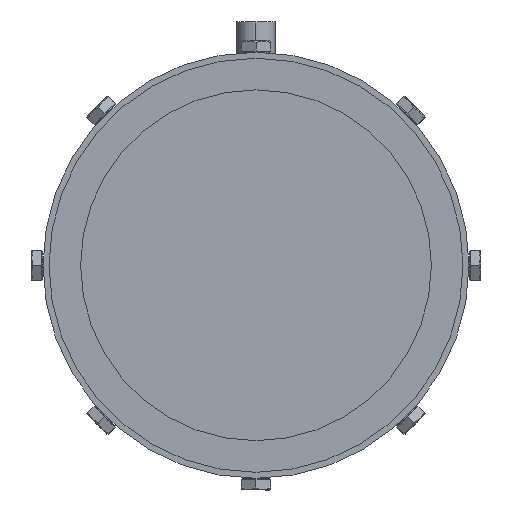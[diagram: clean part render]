
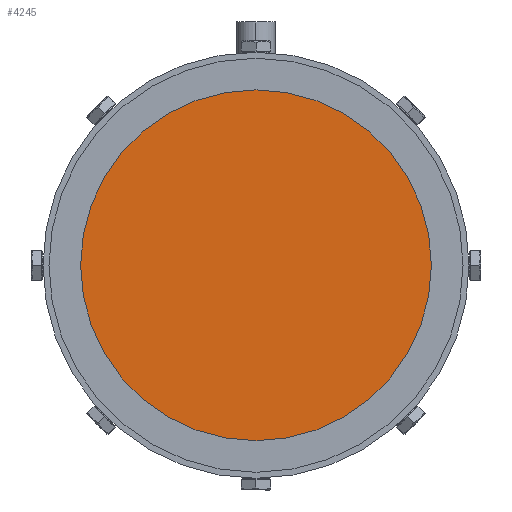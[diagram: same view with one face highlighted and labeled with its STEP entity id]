
A CAD part, front view. The second image highlights one B-rep face of the part: STEP entity #4245.
In plain terms, the highlighted planar face has unit normal (0, -1, 0).
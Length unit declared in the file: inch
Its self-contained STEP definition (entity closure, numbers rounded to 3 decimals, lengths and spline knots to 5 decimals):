
#320 = CARTESIAN_POINT ( 'NONE',  ( 0.00868, -2.87334, 0. ) ) ;
#433 = DIRECTION ( 'NONE',  ( 0., 1., 0. ) ) ;
#1141 = DIRECTION ( 'NONE',  ( 0., 0., 1. ) ) ;
#1493 = CIRCLE ( 'NONE', #3747, 2.5625 ) ;
#1756 = AXIS2_PLACEMENT_3D ( 'NONE', #6747, #433, #5474 ) ;
#2502 = ORIENTED_EDGE ( 'NONE', *, *, #7677, .F. ) ;
#2562 = FACE_OUTER_BOUND ( 'NONE', #7517, .T. ) ;
#2973 = DIRECTION ( 'NONE',  ( 0., 1., 0. ) ) ;
#3676 = EDGE_CURVE ( 'NONE', #6556, #7228, #1493, .T. ) ;
#3747 = AXIS2_PLACEMENT_3D ( 'NONE', #6956, #2973, #7589 ) ;
#4245 = ADVANCED_FACE ( 'NONE', ( #2562 ), #7366, .F. ) ;
#5389 = DIRECTION ( 'NONE',  ( 0., 1., 0. ) ) ;
#5474 = DIRECTION ( 'NONE',  ( 0., 0., 1. ) ) ;
#5580 = CARTESIAN_POINT ( 'NONE',  ( 0.00868, -2.87334, -2.5625 ) ) ;
#6043 = CIRCLE ( 'NONE', #6140, 2.5625 ) ;
#6140 = AXIS2_PLACEMENT_3D ( 'NONE', #320, #5389, #1141 ) ;
#6298 = CARTESIAN_POINT ( 'NONE',  ( 0.00868, -2.87334, 2.5625 ) ) ;
#6556 = VERTEX_POINT ( 'NONE', #6298 ) ;
#6747 = CARTESIAN_POINT ( 'NONE',  ( 2.57118, -2.87334, 0. ) ) ;
#6956 = CARTESIAN_POINT ( 'NONE',  ( 0.00868, -2.87334, 0. ) ) ;
#7228 = VERTEX_POINT ( 'NONE', #5580 ) ;
#7366 = PLANE ( 'NONE',  #1756 ) ;
#7517 = EDGE_LOOP ( 'NONE', ( #8721, #2502 ) ) ;
#7589 = DIRECTION ( 'NONE',  ( 0., 0., 1. ) ) ;
#7677 = EDGE_CURVE ( 'NONE', #7228, #6556, #6043, .T. ) ;
#8721 = ORIENTED_EDGE ( 'NONE', *, *, #3676, .F. ) ;
